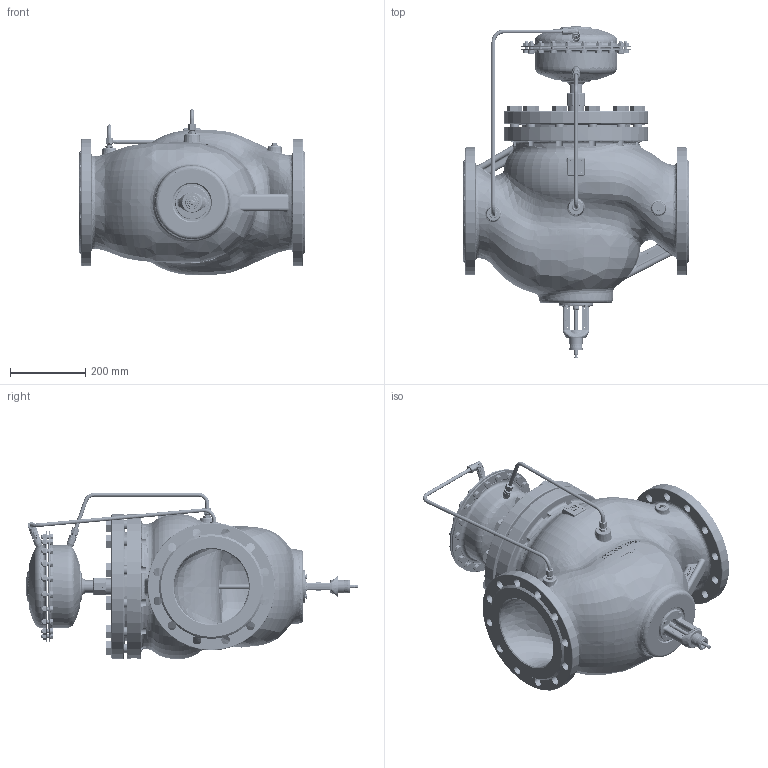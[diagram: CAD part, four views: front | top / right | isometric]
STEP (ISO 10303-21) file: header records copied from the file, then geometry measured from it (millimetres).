
FILE_DESCRIPTION((''),'2;1');
FILE_NAME('003G5510_AFQM2_PN16_DN200_0-2_A_ASM','2020-10-09T',('U258099'),('Danfoss'),'CREO PARAMETRIC BY PTC INC, 2018070','CREO PARAMETRIC BY PTC INC, 2018070','');
FILE_SCHEMA(('CONFIG_CONTROL_DESIGN'));
Products named in the file (37): 88650540_VALVE_BODY_VFQM_DN200_; 88650750_VALVE_COVER_VFG_DN200_; 88652950_CV_PISTON_H_SUB_DN200_; 88651370_SPINDLE_CV_DN200_1_1; 88652980_CV_PISTON_SUB_DN200_AS_ASM; 88651210_YOKE_BODY_DN125_250_1_; HEX_SCREW_DIN933_M06X18_1_1; 51840270_1_1; 51817290_M5_ZATIC_1_1; 54540510_1_1; 188610240_1_1; WALTER_CONNECTION_1_1; WALTER_CONNECTION_NUT_1_1; 8863078_ASM_1_ASM_1_ASM; 88653190_VFQM_DN200_PN16_ASM_1__ASM; 88670130_HOUSING320_PN16_M_AF35; 88673400_TUBE_FI38X10X62_MI_AF0; 88671660_PRESSURE_CONNECTOR_4MM; WELD_320_4MM_AF29_1_1; 88671530_COVER320_PN16_MINUS_AS_ASM; 88670160_HOUS_AFQ_320_PN16__AF0; 88671660_PRESSURE_CONNECTOR_AF0; WELD_PRESS_CON_4MM_AF0_1_1; 88672660_COVE_AFQ_320_PN16_PLUS_ASM; 88670600_CONNECTING_NUT_G1_1_4_; 88630640_ASM_1_ASM_1_ASM; 51818000_1_1; 52017500_1_1; 51917340_1_1; 88673840_1_1; PRIKLJUCEK_KOLENO_1_1; 56722030_ASM_1_ASM_1_ASM; 003G5596_AFQ2_PN16_320CM2_ASM_1_ASM; 88674580_TUBE_PL_AFQM_DN200-320; 88674590_TUBE_MI_AFQM_DN200-320; 003G5510_AFQM2_PN16_DN200_0-2_1_ASM; 003G5510_AFQM2_PN16_DN200_0-2_A_ASM
Assembly tree (115 placements, depth 6):
  003G5510_AFQM2_PN16_DN200_0-2_A_ASM
    003G5510_AFQM2_PN16_DN200_0-2_1_ASM
      88653190_VFQM_DN200_PN16_ASM_1__ASM
        88650540_VALVE_BODY_VFQM_DN200_
        88650750_VALVE_COVER_VFG_DN200_
        88652950_CV_PISTON_H_SUB_DN200_
        88652980_CV_PISTON_SUB_DN200_AS_ASM
          88651370_SPINDLE_CV_DN200_1_1
        88651370_SPINDLE_CV_DN200_1_1
        88651210_YOKE_BODY_DN125_250_1_
        HEX_SCREW_DIN933_M06X18_1_1  x4
        51840270_1_1  x12
        51817290_M5_ZATIC_1_1
        54540510_1_1  x3
        188610240_1_1
        8863078_ASM_1_ASM_1_ASM  x2
          WALTER_CONNECTION_1_1
          WALTER_CONNECTION_NUT_1_1
      003G5596_AFQ2_PN16_320CM2_ASM_1_ASM
        88671530_COVER320_PN16_MINUS_AS_ASM
          88670130_HOUSING320_PN16_M_AF35
          88673400_TUBE_FI38X10X62_MI_AF0
          88671660_PRESSURE_CONNECTOR_4MM
          WELD_320_4MM_AF29_1_1
        88672660_COVE_AFQ_320_PN16_PLUS_ASM
          88670160_HOUS_AFQ_320_PN16__AF0
          88671660_PRESSURE_CONNECTOR_AF0
          WELD_PRESS_CON_4MM_AF0_1_1
        88670600_CONNECTING_NUT_G1_1_4_
        88630640_ASM_1_ASM_1_ASM  x2
          8863078_ASM_1_ASM_1_ASM
            WALTER_CONNECTION_1_1
            WALTER_CONNECTION_NUT_1_1
        51818000_1_1  x20
        52017500_1_1  x20
        51917340_1_1  x20
        88673840_1_1
        56722030_ASM_1_ASM_1_ASM
          PRIKLJUCEK_KOLENO_1_1
          WALTER_CONNECTION_NUT_1_1  x2
      88674580_TUBE_PL_AFQM_DN200-320
      88674590_TUBE_MI_AFQM_DN200-320
Bounding box: 600 x 883.8 x 442.05 mm (x, y, z)
Surface area: 3000723.7 mm2 (no closed solid volume)
Topology: 0 solids, 108 shells, 4922 faces, 12872 edges, 8235 vertices
Faces by surface type: plane 2141, cylinder 1115, cone 1006, bspline 373, torus 249, sphere 24, extrusion 12, revolution 2
Entity records: 143313 total; most frequent: CARTESIAN_POINT 67491, ORIENTED_EDGE 16852, DIRECTION 13911, EDGE_CURVE 8426, VERTEX_POINT 5458, AXIS2_PLACEMENT_3D 4973, VECTOR 3963, LINE 3951
